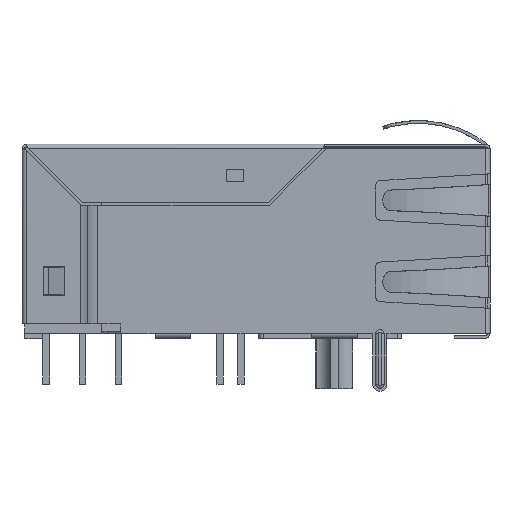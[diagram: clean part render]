
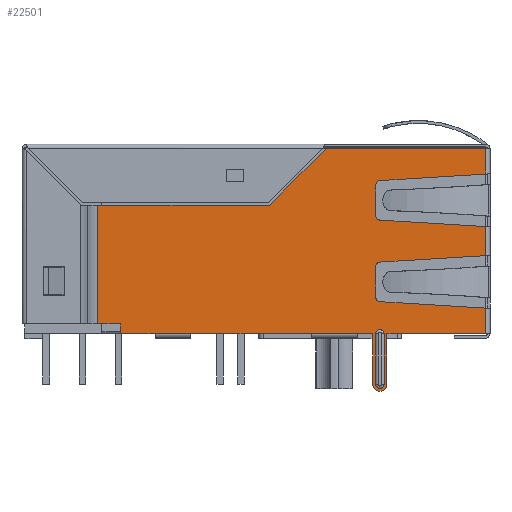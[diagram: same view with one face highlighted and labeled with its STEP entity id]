
A CAD part, left-side view. The second image highlights one B-rep face of the part: STEP entity #22501.
In plain terms, the highlighted face is planar.
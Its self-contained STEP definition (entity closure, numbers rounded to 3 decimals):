
#956=CIRCLE('',#23618,0.3);
#957=CIRCLE('',#23619,0.3);
#958=CIRCLE('',#23620,0.3);
#959=CIRCLE('',#23621,0.3);
#960=CIRCLE('',#23622,0.5);
#961=CIRCLE('',#23623,0.3);
#962=CIRCLE('',#23624,0.3);
#3268=ORIENTED_EDGE('',*,*,#7295,.T.);
#3269=ORIENTED_EDGE('',*,*,#7296,.F.);
#3270=ORIENTED_EDGE('',*,*,#7297,.T.);
#3271=ORIENTED_EDGE('',*,*,#7298,.F.);
#3272=ORIENTED_EDGE('',*,*,#7299,.T.);
#3273=ORIENTED_EDGE('',*,*,#7300,.F.);
#3274=ORIENTED_EDGE('',*,*,#7301,.T.);
#3275=ORIENTED_EDGE('',*,*,#7302,.F.);
#3276=ORIENTED_EDGE('',*,*,#7303,.T.);
#3277=ORIENTED_EDGE('',*,*,#7304,.T.);
#3278=ORIENTED_EDGE('',*,*,#7305,.T.);
#3279=ORIENTED_EDGE('',*,*,#7306,.T.);
#3280=ORIENTED_EDGE('',*,*,#7307,.T.);
#3281=ORIENTED_EDGE('',*,*,#7308,.T.);
#3282=ORIENTED_EDGE('',*,*,#7309,.T.);
#3283=ORIENTED_EDGE('',*,*,#7310,.T.);
#3284=ORIENTED_EDGE('',*,*,#7311,.T.);
#3285=ORIENTED_EDGE('',*,*,#7312,.T.);
#3286=ORIENTED_EDGE('',*,*,#7313,.T.);
#3287=ORIENTED_EDGE('',*,*,#7314,.T.);
#3288=ORIENTED_EDGE('',*,*,#7315,.T.);
#3289=ORIENTED_EDGE('',*,*,#7316,.F.);
#3290=ORIENTED_EDGE('',*,*,#7317,.F.);
#3291=ORIENTED_EDGE('',*,*,#7318,.F.);
#3292=ORIENTED_EDGE('',*,*,#7319,.T.);
#3293=ORIENTED_EDGE('',*,*,#7320,.T.);
#3294=ORIENTED_EDGE('',*,*,#7321,.T.);
#3295=ORIENTED_EDGE('',*,*,#7322,.F.);
#3296=ORIENTED_EDGE('',*,*,#7323,.T.);
#3297=ORIENTED_EDGE('',*,*,#7324,.F.);
#3298=ORIENTED_EDGE('',*,*,#7325,.T.);
#3299=ORIENTED_EDGE('',*,*,#7326,.T.);
#7295=EDGE_CURVE('',#9383,#9384,#10902,.T.);
#7296=EDGE_CURVE('',#9385,#9384,#956,.T.);
#7297=EDGE_CURVE('',#9385,#9386,#10903,.T.);
#7298=EDGE_CURVE('',#9383,#9386,#957,.T.);
#7299=EDGE_CURVE('',#9387,#9388,#10904,.T.);
#7300=EDGE_CURVE('',#9389,#9388,#958,.T.);
#7301=EDGE_CURVE('',#9389,#9390,#10905,.T.);
#7302=EDGE_CURVE('',#9391,#9390,#959,.T.);
#7303=EDGE_CURVE('',#9391,#9392,#10906,.T.);
#7304=EDGE_CURVE('',#9392,#9393,#10907,.T.);
#7305=EDGE_CURVE('',#9393,#9394,#10908,.T.);
#7306=EDGE_CURVE('',#9394,#9395,#10909,.T.);
#7307=EDGE_CURVE('',#9395,#9396,#10910,.T.);
#7308=EDGE_CURVE('',#9396,#9397,#10911,.T.);
#7309=EDGE_CURVE('',#9397,#9398,#10912,.T.);
#7310=EDGE_CURVE('',#9398,#9399,#10913,.T.);
#7311=EDGE_CURVE('',#9399,#9400,#10914,.T.);
#7312=EDGE_CURVE('',#9400,#9401,#10915,.T.);
#7313=EDGE_CURVE('',#9401,#9402,#10916,.T.);
#7314=EDGE_CURVE('',#9402,#9403,#10917,.T.);
#7315=EDGE_CURVE('',#9403,#9404,#10918,.T.);
#7316=EDGE_CURVE('',#9405,#9404,#10919,.T.);
#7317=EDGE_CURVE('',#9406,#9405,#960,.T.);
#7318=EDGE_CURVE('',#9407,#9406,#10920,.T.);
#7319=EDGE_CURVE('',#9407,#9408,#10921,.T.);
#7320=EDGE_CURVE('',#9408,#9409,#10922,.T.);
#7321=EDGE_CURVE('',#9409,#9410,#10923,.T.);
#7322=EDGE_CURVE('',#9411,#9410,#961,.T.);
#7323=EDGE_CURVE('',#9411,#9412,#10924,.T.);
#7324=EDGE_CURVE('',#9413,#9412,#962,.T.);
#7325=EDGE_CURVE('',#9413,#9414,#10925,.T.);
#7326=EDGE_CURVE('',#9414,#9387,#10926,.T.);
#9383=VERTEX_POINT('',#31801);
#9384=VERTEX_POINT('',#31802);
#9385=VERTEX_POINT('',#31804);
#9386=VERTEX_POINT('',#31806);
#9387=VERTEX_POINT('',#31809);
#9388=VERTEX_POINT('',#31810);
#9389=VERTEX_POINT('',#31812);
#9390=VERTEX_POINT('',#31814);
#9391=VERTEX_POINT('',#31816);
#9392=VERTEX_POINT('',#31818);
#9393=VERTEX_POINT('',#31820);
#9394=VERTEX_POINT('',#31822);
#9395=VERTEX_POINT('',#31824);
#9396=VERTEX_POINT('',#31826);
#9397=VERTEX_POINT('',#31828);
#9398=VERTEX_POINT('',#31830);
#9399=VERTEX_POINT('',#31832);
#9400=VERTEX_POINT('',#31834);
#9401=VERTEX_POINT('',#31836);
#9402=VERTEX_POINT('',#31838);
#9403=VERTEX_POINT('',#31840);
#9404=VERTEX_POINT('',#31842);
#9405=VERTEX_POINT('',#31844);
#9406=VERTEX_POINT('',#31846);
#9407=VERTEX_POINT('',#31848);
#9408=VERTEX_POINT('',#31850);
#9409=VERTEX_POINT('',#31852);
#9410=VERTEX_POINT('',#31854);
#9411=VERTEX_POINT('',#31856);
#9412=VERTEX_POINT('',#31858);
#9413=VERTEX_POINT('',#31860);
#9414=VERTEX_POINT('',#31862);
#10902=LINE('',#31800,#12474);
#10903=LINE('',#31805,#12475);
#10904=LINE('',#31808,#12476);
#10905=LINE('',#31813,#12477);
#10906=LINE('',#31817,#12478);
#10907=LINE('',#31819,#12479);
#10908=LINE('',#31821,#12480);
#10909=LINE('',#31823,#12481);
#10910=LINE('',#31825,#12482);
#10911=LINE('',#31827,#12483);
#10912=LINE('',#31829,#12484);
#10913=LINE('',#31831,#12485);
#10914=LINE('',#31833,#12486);
#10915=LINE('',#31835,#12487);
#10916=LINE('',#31837,#12488);
#10917=LINE('',#31839,#12489);
#10918=LINE('',#31841,#12490);
#10919=LINE('',#31843,#12491);
#10920=LINE('',#31847,#12492);
#10921=LINE('',#31849,#12493);
#10922=LINE('',#31851,#12494);
#10923=LINE('',#31853,#12495);
#10924=LINE('',#31857,#12496);
#10925=LINE('',#31861,#12497);
#10926=LINE('',#31863,#12498);
#12474=VECTOR('',#26390,1000.);
#12475=VECTOR('',#26393,1000.);
#12476=VECTOR('',#26396,1000.);
#12477=VECTOR('',#26399,1000.);
#12478=VECTOR('',#26402,1000.);
#12479=VECTOR('',#26403,1000.);
#12480=VECTOR('',#26404,1000.);
#12481=VECTOR('',#26405,1000.);
#12482=VECTOR('',#26406,1000.);
#12483=VECTOR('',#26407,1000.);
#12484=VECTOR('',#26408,1000.);
#12485=VECTOR('',#26409,1000.);
#12486=VECTOR('',#26410,1000.);
#12487=VECTOR('',#26411,1000.);
#12488=VECTOR('',#26412,1000.);
#12489=VECTOR('',#26413,1000.);
#12490=VECTOR('',#26414,1000.);
#12491=VECTOR('',#26415,1000.);
#12492=VECTOR('',#26418,1000.);
#12493=VECTOR('',#26419,1000.);
#12494=VECTOR('',#26420,1000.);
#12495=VECTOR('',#26421,1000.);
#12496=VECTOR('',#26424,1000.);
#12497=VECTOR('',#26427,1000.);
#12498=VECTOR('',#26428,1000.);
#13524=EDGE_LOOP('',(#3268,#3269,#3270,#3271));
#13525=EDGE_LOOP('',(#3272,#3273,#3274,#3275,#3276,#3277,#3278,#3279,#3280,
#3281,#3282,#3283,#3284,#3285,#3286,#3287,#3288,#3289,#3290,#3291,#3292,
#3293,#3294,#3295,#3296,#3297,#3298,#3299));
#14522=FACE_BOUND('',#13524,.T.);
#14523=FACE_BOUND('',#13525,.T.);
#15361=PLANE('',#23617);
#22501=ADVANCED_FACE('',(#14522,#14523),#15361,.T.);
#23617=AXIS2_PLACEMENT_3D('',#31799,#26388,#26389);
#23618=AXIS2_PLACEMENT_3D('',#31803,#26391,#26392);
#23619=AXIS2_PLACEMENT_3D('',#31807,#26394,#26395);
#23620=AXIS2_PLACEMENT_3D('',#31811,#26397,#26398);
#23621=AXIS2_PLACEMENT_3D('',#31815,#26400,#26401);
#23622=AXIS2_PLACEMENT_3D('',#31845,#26416,#26417);
#23623=AXIS2_PLACEMENT_3D('',#31855,#26422,#26423);
#23624=AXIS2_PLACEMENT_3D('',#31859,#26425,#26426);
#26388=DIRECTION('',(1.,0.,0.));
#26389=DIRECTION('',(0.,1.,0.));
#26390=DIRECTION('',(0.,0.,-1.));
#26391=DIRECTION('',(1.,0.,0.));
#26392=DIRECTION('',(0.,1.,0.));
#26393=DIRECTION('',(0.,0.,1.));
#26394=DIRECTION('',(1.,0.,0.));
#26395=DIRECTION('',(0.,1.,0.));
#26396=DIRECTION('',(0.,0.998,-0.061));
#26397=DIRECTION('',(1.,0.,0.));
#26398=DIRECTION('',(0.,1.,0.));
#26399=DIRECTION('',(0.,0.,-1.));
#26400=DIRECTION('',(1.,0.,0.));
#26401=DIRECTION('',(0.,1.,0.));
#26402=DIRECTION('',(0.,-0.998,-0.061));
#26403=DIRECTION('',(0.,0.,-1.));
#26404=DIRECTION('',(0.,1.,0.));
#26405=DIRECTION('',(0.,0.707,0.707));
#26406=DIRECTION('',(0.,1.,0.));
#26407=DIRECTION('',(0.,0.,1.));
#26408=DIRECTION('',(0.,-1.,0.));
#26409=DIRECTION('',(0.,0.,1.));
#26410=DIRECTION('',(0.,-1.,0.));
#26411=DIRECTION('',(0.,-1.,0.));
#26412=DIRECTION('',(0.,-1.,0.));
#26413=DIRECTION('',(0.,-1.,0.));
#26414=DIRECTION('',(0.,-1.,0.));
#26415=DIRECTION('',(0.,0.,-1.));
#26416=DIRECTION('',(-1.,0.,0.));
#26417=DIRECTION('',(0.,-1.,0.));
#26418=DIRECTION('',(0.,0.,1.));
#26419=DIRECTION('',(0.,-1.,0.));
#26420=DIRECTION('',(0.,0.,-1.));
#26421=DIRECTION('',(0.,0.998,-0.061));
#26422=DIRECTION('',(1.,0.,0.));
#26423=DIRECTION('',(0.,1.,0.));
#26424=DIRECTION('',(0.,0.,-1.));
#26425=DIRECTION('',(1.,0.,0.));
#26426=DIRECTION('',(0.,1.,0.));
#26427=DIRECTION('',(0.,-0.998,-0.061));
#26428=DIRECTION('',(0.,0.,-1.));
#31799=CARTESIAN_POINT('',(8.3,-16.23,6.5));
#31800=CARTESIAN_POINT('',(8.3,-8.38,6.5));
#31801=CARTESIAN_POINT('',(8.3,-8.38,10.03));
#31802=CARTESIAN_POINT('',(8.3,-8.38,6.5));
#31803=CARTESIAN_POINT('',(8.3,-8.68,6.5));
#31804=CARTESIAN_POINT('',(8.3,-8.98,6.5));
#31805=CARTESIAN_POINT('',(8.3,-8.98,6.5));
#31806=CARTESIAN_POINT('',(8.3,-8.98,10.03));
#31807=CARTESIAN_POINT('',(8.3,-8.68,10.03));
#31808=CARTESIAN_POINT('',(8.3,-16.4,-1.));
#31809=CARTESIAN_POINT('',(8.3,-16.1,-1.018));
#31810=CARTESIAN_POINT('',(8.3,-8.682,-1.472));
#31811=CARTESIAN_POINT('',(8.3,-8.7,-1.772));
#31812=CARTESIAN_POINT('',(8.3,-8.4,-1.772));
#31813=CARTESIAN_POINT('',(8.3,-8.4,-1.489));
#31814=CARTESIAN_POINT('',(8.3,-8.4,-3.943));
#31815=CARTESIAN_POINT('',(8.3,-8.7,-3.943));
#31816=CARTESIAN_POINT('',(8.3,-8.682,-4.243));
#31817=CARTESIAN_POINT('',(8.3,-8.4,-4.226));
#31818=CARTESIAN_POINT('',(8.3,-16.1,-4.697));
#31819=CARTESIAN_POINT('',(8.3,-16.1,6.5));
#31820=CARTESIAN_POINT('',(8.3,-16.1,-6.5));
#31821=CARTESIAN_POINT('',(8.3,-16.23,-6.5));
#31822=CARTESIAN_POINT('',(8.3,-4.93,-6.5));
#31823=CARTESIAN_POINT('',(8.3,-4.93,-6.5));
#31824=CARTESIAN_POINT('',(8.3,-0.946,-2.516));
#31825=CARTESIAN_POINT('',(8.3,-0.946,-2.516));
#31826=CARTESIAN_POINT('',(8.3,11.1,-2.516));
#31827=CARTESIAN_POINT('',(8.3,11.1,-2.516));
#31828=CARTESIAN_POINT('',(8.3,11.1,5.8));
#31829=CARTESIAN_POINT('',(8.3,-16.23,5.8));
#31830=CARTESIAN_POINT('',(8.3,9.5,5.8));
#31831=CARTESIAN_POINT('',(8.3,9.5,6.5));
#31832=CARTESIAN_POINT('',(8.3,9.5,6.5));
#31833=CARTESIAN_POINT('',(8.3,-16.23,6.5));
#31834=CARTESIAN_POINT('',(8.3,7.07,6.5));
#31835=CARTESIAN_POINT('',(8.3,7.07,6.5));
#31836=CARTESIAN_POINT('',(8.3,4.57,6.5));
#31837=CARTESIAN_POINT('',(8.3,-16.23,6.5));
#31838=CARTESIAN_POINT('',(8.3,-3.875,6.5));
#31839=CARTESIAN_POINT('',(8.3,-3.875,6.5));
#31840=CARTESIAN_POINT('',(8.3,-7.125,6.5));
#31841=CARTESIAN_POINT('',(8.3,-16.23,6.5));
#31842=CARTESIAN_POINT('',(8.3,-8.18,6.5));
#31843=CARTESIAN_POINT('',(8.3,-8.18,10.03));
#31844=CARTESIAN_POINT('',(8.3,-8.18,10.03));
#31845=CARTESIAN_POINT('',(8.3,-8.68,10.03));
#31846=CARTESIAN_POINT('',(8.3,-9.18,10.03));
#31847=CARTESIAN_POINT('',(8.3,-9.18,6.5));
#31848=CARTESIAN_POINT('',(8.3,-9.18,6.5));
#31849=CARTESIAN_POINT('',(8.3,-16.23,6.5));
#31850=CARTESIAN_POINT('',(8.3,-16.1,6.5));
#31851=CARTESIAN_POINT('',(8.3,-16.1,6.5));
#31852=CARTESIAN_POINT('',(8.3,-16.1,4.697));
#31853=CARTESIAN_POINT('',(8.3,-16.4,4.715));
#31854=CARTESIAN_POINT('',(8.3,-8.682,4.243));
#31855=CARTESIAN_POINT('',(8.3,-8.7,3.943));
#31856=CARTESIAN_POINT('',(8.3,-8.4,3.943));
#31857=CARTESIAN_POINT('',(8.3,-8.4,4.226));
#31858=CARTESIAN_POINT('',(8.3,-8.4,1.772));
#31859=CARTESIAN_POINT('',(8.3,-8.7,1.772));
#31860=CARTESIAN_POINT('',(8.3,-8.682,1.472));
#31861=CARTESIAN_POINT('',(8.3,-8.4,1.489));
#31862=CARTESIAN_POINT('',(8.3,-16.1,1.018));
#31863=CARTESIAN_POINT('',(8.3,-16.1,6.5));
